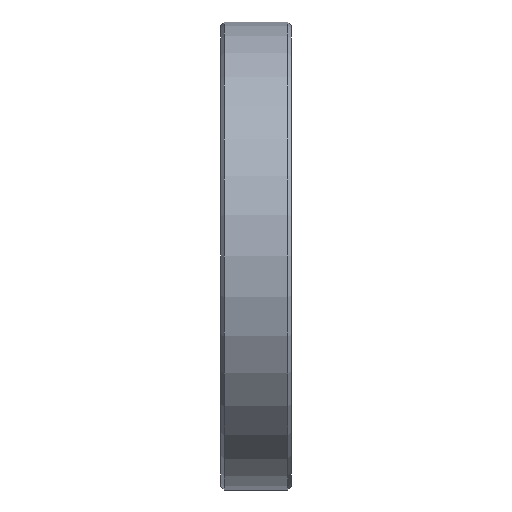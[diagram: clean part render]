
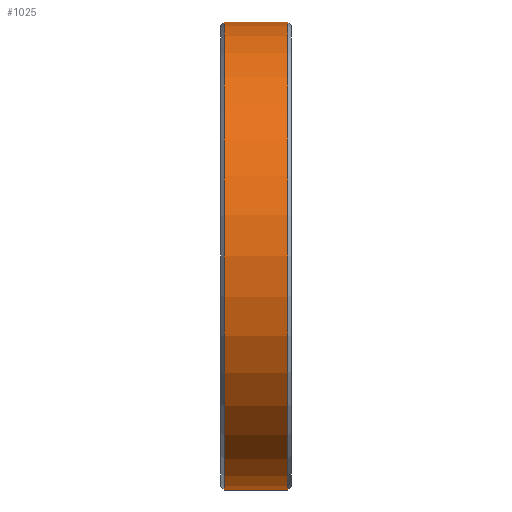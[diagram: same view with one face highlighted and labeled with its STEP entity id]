
A CAD part, left-side view. The second image highlights one B-rep face of the part: STEP entity #1025.
In plain terms, the highlighted cylindrical face has radius 15 mm (diameter 30 mm), a partial arc.
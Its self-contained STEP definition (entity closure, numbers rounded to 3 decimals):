
#56 = DIRECTION ( 'NONE',  ( 0., -1., 0. ) ) ;
#106 = CARTESIAN_POINT ( 'NONE',  ( 0., 1.9, 0. ) ) ;
#161 = VERTEX_POINT ( 'NONE', #1874 ) ;
#192 = DIRECTION ( 'NONE',  ( 0., -1., 0. ) ) ;
#280 = CYLINDRICAL_SURFACE ( 'NONE', #1657, 15. ) ;
#433 = VERTEX_POINT ( 'NONE', #1784 ) ;
#443 = EDGE_CURVE ( 'NONE', #433, #774, #1628, .T. ) ;
#511 = CARTESIAN_POINT ( 'NONE',  ( 0., -2.2, 0. ) ) ;
#534 = DIRECTION ( 'NONE',  ( 0., 1., 0. ) ) ;
#598 = DIRECTION ( 'NONE',  ( 0., -1., 0. ) ) ;
#774 = VERTEX_POINT ( 'NONE', #1794 ) ;
#817 = EDGE_CURVE ( 'NONE', #161, #839, #1957, .T. ) ;
#839 = VERTEX_POINT ( 'NONE', #1337 ) ;
#854 = EDGE_CURVE ( 'NONE', #839, #774, #897, .T. ) ;
#897 = CIRCLE ( 'NONE', #1954, 15. ) ;
#902 = CARTESIAN_POINT ( 'NONE',  ( 0., 2.1, 0. ) ) ;
#979 = EDGE_CURVE ( 'NONE', #433, #161, #1115, .T. ) ;
#993 = DIRECTION ( 'NONE',  ( 0., 0., -1. ) ) ;
#1025 = ADVANCED_FACE ( 'NONE', ( #1694 ), #280, .T. ) ;
#1115 = CIRCLE ( 'NONE', #1528, 15. ) ;
#1127 = ORIENTED_EDGE ( 'NONE', *, *, #817, .T. ) ;
#1181 = CARTESIAN_POINT ( 'NONE',  ( 0., 2.1, 15. ) ) ;
#1312 = CARTESIAN_POINT ( 'NONE',  ( 0., 2.1, -15. ) ) ;
#1337 = CARTESIAN_POINT ( 'NONE',  ( 0., -2.2, -15. ) ) ;
#1389 = DIRECTION ( 'NONE',  ( 0., -1., 0. ) ) ;
#1415 = ORIENTED_EDGE ( 'NONE', *, *, #443, .F. ) ;
#1453 = VECTOR ( 'NONE', #192, 1000. ) ;
#1457 = ORIENTED_EDGE ( 'NONE', *, *, #979, .T. ) ;
#1528 = AXIS2_PLACEMENT_3D ( 'NONE', #106, #598, #1829 ) ;
#1594 = VECTOR ( 'NONE', #56, 1000. ) ;
#1628 = LINE ( 'NONE', #1181, #1453 ) ;
#1657 = AXIS2_PLACEMENT_3D ( 'NONE', #902, #1389, #1842 ) ;
#1688 = ORIENTED_EDGE ( 'NONE', *, *, #854, .T. ) ;
#1694 = FACE_OUTER_BOUND ( 'NONE', #1925, .T. ) ;
#1784 = CARTESIAN_POINT ( 'NONE',  ( 0., 1.9, 15. ) ) ;
#1794 = CARTESIAN_POINT ( 'NONE',  ( 0., -2.2, 15. ) ) ;
#1829 = DIRECTION ( 'NONE',  ( 0., 0., 1. ) ) ;
#1842 = DIRECTION ( 'NONE',  ( 0., 0., -1. ) ) ;
#1874 = CARTESIAN_POINT ( 'NONE',  ( 0., 1.9, -15. ) ) ;
#1925 = EDGE_LOOP ( 'NONE', ( #1415, #1457, #1127, #1688 ) ) ;
#1954 = AXIS2_PLACEMENT_3D ( 'NONE', #511, #534, #993 ) ;
#1957 = LINE ( 'NONE', #1312, #1594 ) ;
